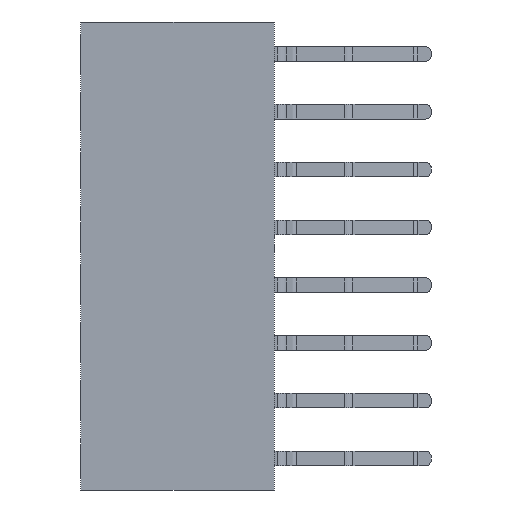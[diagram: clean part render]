
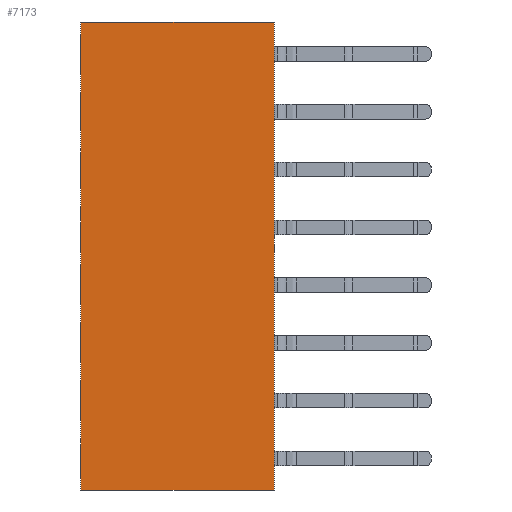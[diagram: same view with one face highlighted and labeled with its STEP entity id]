
A CAD part, left-side view. The second image highlights one B-rep face of the part: STEP entity #7173.
In plain terms, the highlighted planar face has unit normal (-1, 0, 0).
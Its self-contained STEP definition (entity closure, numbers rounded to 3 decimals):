
#349=FACE_OUTER_BOUND('',#729,.T.);
#729=EDGE_LOOP('',(#4747,#4748,#4749,#4750));
#1143=LINE('',#10140,#2079);
#1144=LINE('',#10142,#2080);
#1145=LINE('',#10144,#2081);
#1146=LINE('',#10145,#2082);
#2079=VECTOR('',#8192,20.57);
#2080=VECTOR('',#8193,8.5);
#2081=VECTOR('',#8194,20.57);
#2082=VECTOR('',#8195,8.5);
#3015=VERTEX_POINT('',#10138);
#3016=VERTEX_POINT('',#10139);
#3017=VERTEX_POINT('',#10141);
#3018=VERTEX_POINT('',#10143);
#3695=EDGE_CURVE('',#3015,#3016,#1143,.T.);
#3696=EDGE_CURVE('',#3015,#3017,#1144,.T.);
#3697=EDGE_CURVE('',#3017,#3018,#1145,.T.);
#3698=EDGE_CURVE('',#3016,#3018,#1146,.T.);
#4747=ORIENTED_EDGE('',*,*,#3695,.F.);
#4748=ORIENTED_EDGE('',*,*,#3696,.T.);
#4749=ORIENTED_EDGE('',*,*,#3697,.T.);
#4750=ORIENTED_EDGE('',*,*,#3698,.F.);
#6851=PLANE('',#7680);
#7173=ADVANCED_FACE('',(#349),#6851,.F.);
#7680=AXIS2_PLACEMENT_3D('',#10137,#8190,#8191);
#8190=DIRECTION('center_axis',(1.,0.,0.));
#8191=DIRECTION('ref_axis',(0.,0.,-1.));
#8192=DIRECTION('',(0.,0.,1.));
#8193=DIRECTION('',(0.,-1.,0.));
#8194=DIRECTION('',(0.,0.,1.));
#8195=DIRECTION('',(0.,-1.,0.));
#10137=CARTESIAN_POINT('Origin',(-2.5,0.,0.));
#10138=CARTESIAN_POINT('',(-2.5,4.25,-1.395));
#10139=CARTESIAN_POINT('',(-2.5,4.25,19.175));
#10140=CARTESIAN_POINT('',(-2.5,4.25,-1.395));
#10141=CARTESIAN_POINT('',(-2.5,-4.25,-1.395));
#10142=CARTESIAN_POINT('',(-2.5,4.25,-1.395));
#10143=CARTESIAN_POINT('',(-2.5,-4.25,19.175));
#10144=CARTESIAN_POINT('',(-2.5,-4.25,-1.395));
#10145=CARTESIAN_POINT('',(-2.5,4.25,19.175));
